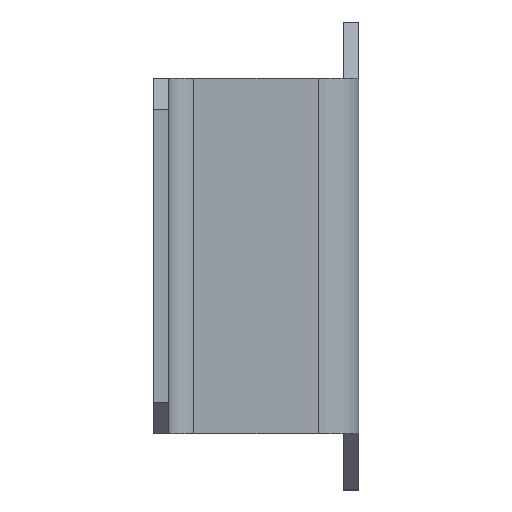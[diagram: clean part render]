
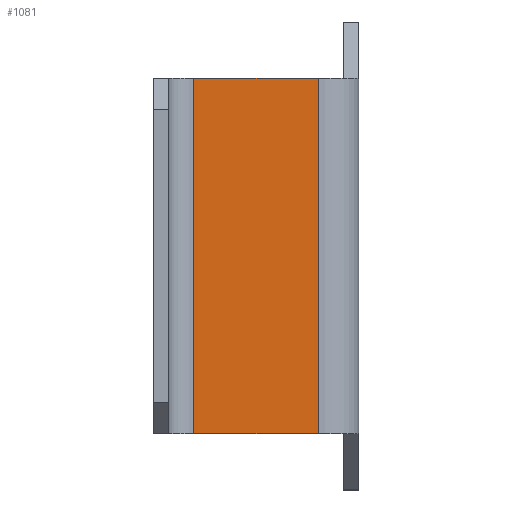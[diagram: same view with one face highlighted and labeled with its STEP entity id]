
A CAD part, left-side view. The second image highlights one B-rep face of the part: STEP entity #1081.
In plain terms, the highlighted planar face has unit normal (-1, 0, 0).
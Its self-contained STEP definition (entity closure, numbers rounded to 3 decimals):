
#57 = ORIENTED_EDGE ( 'NONE', *, *, #314, .F. ) ;
#77 = VERTEX_POINT ( 'NONE', #408 ) ;
#97 = DIRECTION ( 'NONE',  ( 0., 1., 0. ) ) ;
#129 = CARTESIAN_POINT ( 'NONE',  ( -10.633, 1.3, 7.5 ) ) ;
#314 = EDGE_CURVE ( 'NONE', #2299, #353, #358, .T. ) ;
#353 = VERTEX_POINT ( 'NONE', #2079 ) ;
#358 = LINE ( 'NONE', #129, #2680 ) ;
#384 = CARTESIAN_POINT ( 'NONE',  ( -10.633, 0., 5.7 ) ) ;
#386 = EDGE_CURVE ( 'NONE', #677, #353, #2125, .T. ) ;
#408 = CARTESIAN_POINT ( 'NONE',  ( -10.633, 5.3, 5.7 ) ) ;
#549 = CARTESIAN_POINT ( 'NONE',  ( -10.633, 0., -5.7 ) ) ;
#667 = EDGE_CURVE ( 'NONE', #2299, #77, #1879, .T. ) ;
#677 = VERTEX_POINT ( 'NONE', #2087 ) ;
#681 = VECTOR ( 'NONE', #1594, 1000. ) ;
#717 = AXIS2_PLACEMENT_3D ( 'NONE', #1455, #1023, #2777 ) ;
#860 = ORIENTED_EDGE ( 'NONE', *, *, #667, .T. ) ;
#1023 = DIRECTION ( 'NONE',  ( 1., 0., 0. ) ) ;
#1081 = ADVANCED_FACE ( 'NONE', ( #1887 ), #1672, .F. ) ;
#1245 = VECTOR ( 'NONE', #1896, 1000. ) ;
#1325 = ORIENTED_EDGE ( 'NONE', *, *, #2784, .T. ) ;
#1369 = CARTESIAN_POINT ( 'NONE',  ( -10.633, 5.3, 7.5 ) ) ;
#1455 = CARTESIAN_POINT ( 'NONE',  ( -10.633, 0., 7.5 ) ) ;
#1594 = DIRECTION ( 'NONE',  ( 0., 0., -1. ) ) ;
#1621 = VECTOR ( 'NONE', #97, 1000. ) ;
#1672 = PLANE ( 'NONE',  #717 ) ;
#1696 = DIRECTION ( 'NONE',  ( 0., 0., -1. ) ) ;
#1744 = ORIENTED_EDGE ( 'NONE', *, *, #386, .T. ) ;
#1812 = LINE ( 'NONE', #1369, #681 ) ;
#1879 = LINE ( 'NONE', #384, #1621 ) ;
#1887 = FACE_OUTER_BOUND ( 'NONE', #2132, .T. ) ;
#1896 = DIRECTION ( 'NONE',  ( 0., -1., 0. ) ) ;
#1958 = CARTESIAN_POINT ( 'NONE',  ( -10.633, 1.3, 5.7 ) ) ;
#2079 = CARTESIAN_POINT ( 'NONE',  ( -10.633, 1.3, -5.7 ) ) ;
#2087 = CARTESIAN_POINT ( 'NONE',  ( -10.633, 5.3, -5.7 ) ) ;
#2125 = LINE ( 'NONE', #549, #1245 ) ;
#2132 = EDGE_LOOP ( 'NONE', ( #57, #860, #1325, #1744 ) ) ;
#2299 = VERTEX_POINT ( 'NONE', #1958 ) ;
#2680 = VECTOR ( 'NONE', #1696, 1000. ) ;
#2777 = DIRECTION ( 'NONE',  ( 0., 0., -1. ) ) ;
#2784 = EDGE_CURVE ( 'NONE', #77, #677, #1812, .T. ) ;
